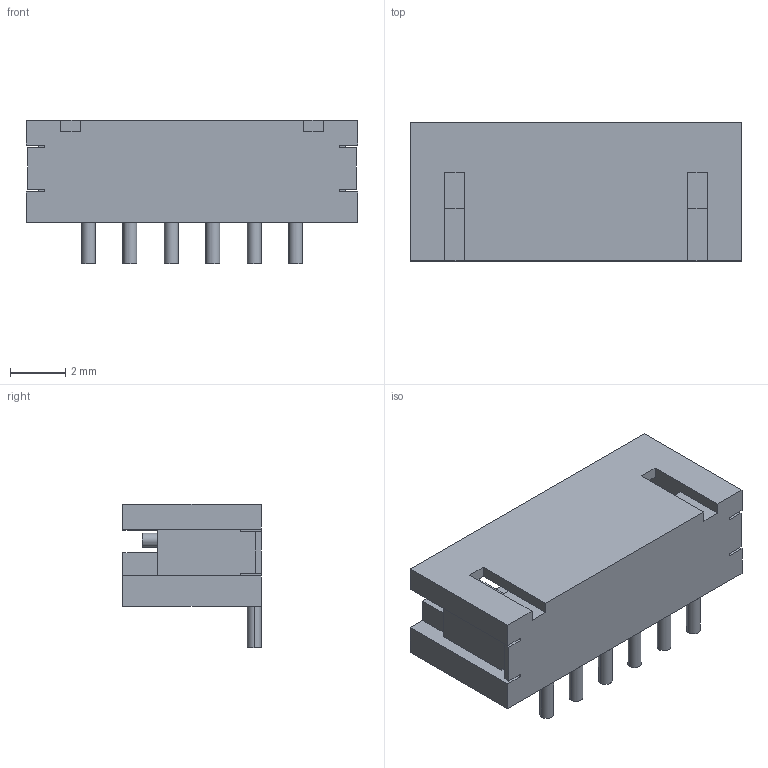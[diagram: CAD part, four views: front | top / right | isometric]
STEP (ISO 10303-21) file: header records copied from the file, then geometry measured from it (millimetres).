
FILE_DESCRIPTION (( 'STEP AP214' ), '1' );
FILE_NAME ('User Library-ZH1.5-6P.STEP', '2020-01-22T11:55:13', ( '' ), ( '' ), 'SwSTEP 2.0', 'SolidWorks 2019', '' );
FILE_SCHEMA (( 'AUTOMOTIVE_DESIGN' ));
Length unit declared in the file: millimetre
Products named in the file (1): User Library-ZH1.5-6P
Bounding box: 12 x 5 x 5.2 mm (x, y, z)
Volume: 131.8 mm3; surface area: 380.3 mm2
Topology: 13 solids, 13 shells, 106 faces, 246 edges, 162 vertices
Faces by surface type: plane 82, cylinder 24
Entity records: 3140 total; most frequent: CARTESIAN_POINT 515, DIRECTION 508, ORIENTED_EDGE 492, EDGE_CURVE 246, VECTOR 198, LINE 198, VERTEX_POINT 162, AXIS2_PLACEMENT_3D 155
